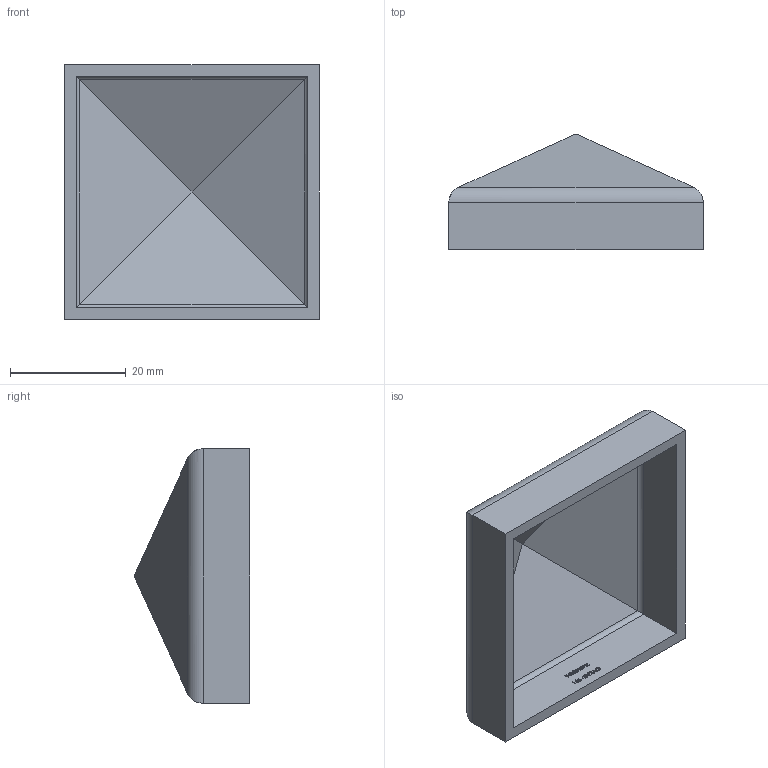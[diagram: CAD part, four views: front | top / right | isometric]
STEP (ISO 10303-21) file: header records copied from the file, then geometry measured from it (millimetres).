
FILE_DESCRIPTION (( 'STEP AP203' ), '1' );
FILE_NAME ('165-40V2AG.step', '2019-09-18T09:11:06', ( '' ), ( '' ), 'SwSTEP 2.0', 'SolidWorks 2015', '' );
FILE_SCHEMA (( 'CONFIG_CONTROL_DESIGN' ));
Length unit declared in the file: millimetre
Products named in the file (1): 165-40V2AG
Bounding box: 44 x 20 x 44 mm (x, y, z)
Volume: 6925.6 mm3; surface area: 7278.6 mm2
Topology: 1 solids, 1 shells, 257 faces, 665 edges, 436 vertices
Faces by surface type: plane 156, bspline 89, cylinder 12
Entity records: 12706 total; most frequent: CARTESIAN_POINT 7004, ORIENTED_EDGE 1330, DIRECTION 813, EDGE_CURVE 665, LINE 475, VECTOR 475, VERTEX_POINT 436, EDGE_LOOP 283
